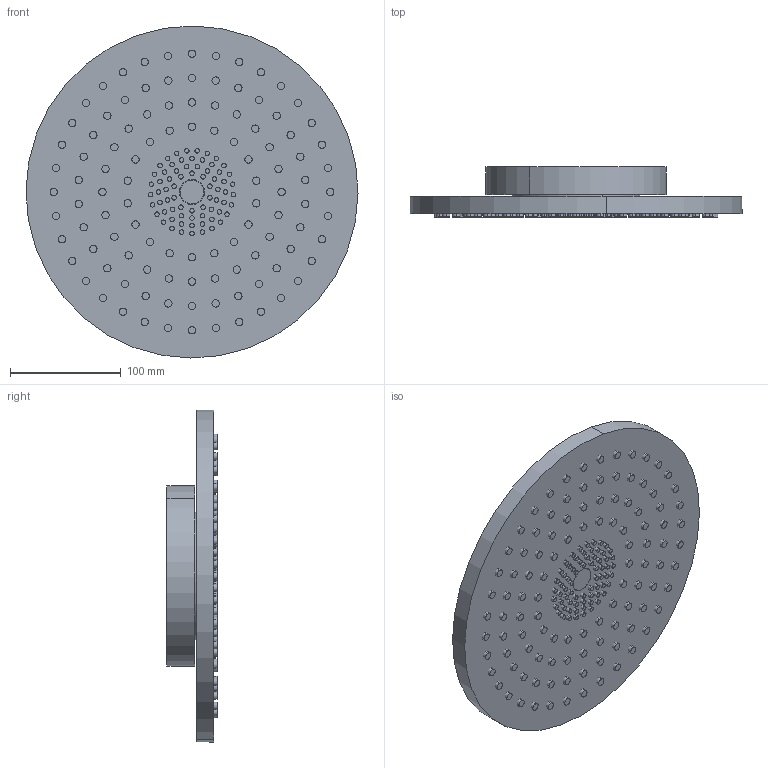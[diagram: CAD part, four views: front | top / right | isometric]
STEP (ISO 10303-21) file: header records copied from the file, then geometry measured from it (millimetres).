
FILE_DESCRIPTION (( 'STEP AP214' ), '1' );
FILE_NAME ('28032970.STEP', '2022-08-11T05:15:28', ( '' ), ( '' ), 'SwSTEP 2.0', 'SolidWorks 2020', '' );
FILE_SCHEMA (( 'AUTOMOTIVE_DESIGN' ));
Length unit declared in the file: millimetre
Products named in the file (6): Planungsmodell_LED-+-04.10.01.225.00.90-1; Planungsmodell_Rohr_gerade-+-28.568.780-10_ _K465_116x1,8825; 28032970; Planungsmodell_Rohr_gerade-+-28.568.780-10_ _K456_D163 x 25; Planungsmodell_Einsatz-+-09.12.01.099.90-1; Planungsmodell_Gehaeuse-mit-LED-+-09.12.05.080-1
Assembly tree (5 placements, depth 2):
  28032970
    Planungsmodell_Gehaeuse-mit-LED-+-09.12.05.080-1
    Planungsmodell_Einsatz-+-09.12.01.099.90-1
    Planungsmodell_Rohr_gerade-+-28.568.780-10_ _K465_116x1,8825
    Planungsmodell_Rohr_gerade-+-28.568.780-10_ _K456_D163 x 25
    Planungsmodell_LED-+-04.10.01.225.00.90-1
Bounding box: 300.23 x 45.38 x 300.23 mm (x, y, z)
Volume: 1788436.6 mm3; surface area: 362670.3 mm2
Topology: 5 solids, 5 shells, 556 faces, 1104 edges, 736 vertices
Faces by surface type: cylinder 366, plane 188, cone 2
Entity records: 15032 total; most frequent: DIRECTION 2968, CARTESIAN_POINT 2404, ORIENTED_EDGE 2208, AXIS2_PLACEMENT_3D 1300, EDGE_CURVE 1104, EDGE_LOOP 736, CIRCLE 736, VERTEX_POINT 736
